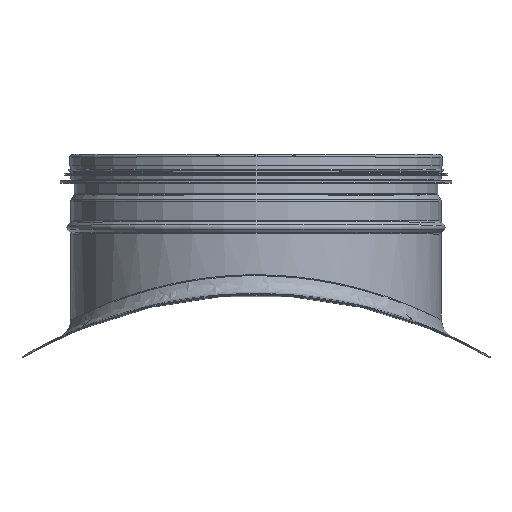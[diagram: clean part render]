
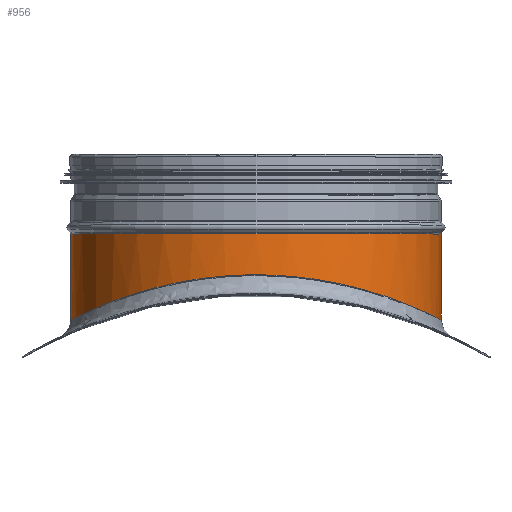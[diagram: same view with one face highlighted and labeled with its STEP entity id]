
A CAD part, top view. The second image highlights one B-rep face of the part: STEP entity #956.
In plain terms, the highlighted cylindrical face has radius 98.975 mm (diameter 197.95 mm), a full revolution.
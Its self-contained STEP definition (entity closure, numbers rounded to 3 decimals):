
#691=CARTESIAN_POINT('',(-98.975,234.821,0.));
#692=VERTEX_POINT('',#691);
#700=CARTESIAN_POINT('',(-98.976,234.82,0.));
#701=CARTESIAN_POINT('',(-98.976,234.82,-7.491));
#702=CARTESIAN_POINT('',(-97.26,235.709,-22.474));
#703=CARTESIAN_POINT('',(-87.29,240.564,-50.624));
#704=CARTESIAN_POINT('',(-68.095,248.464,-74.607));
#705=CARTESIAN_POINT('',(-47.065,253.809,-87.548));
#706=CARTESIAN_POINT('',(-28.888,257.157,-95.282));
#707=CARTESIAN_POINT('',(-7.626,259.461,-100.217));
#708=CARTESIAN_POINT('',(22.658,258.362,-97.907));
#709=CARTESIAN_POINT('',(50.526,253.381,-86.81));
#710=CARTESIAN_POINT('',(73.606,246.229,-68.309));
#711=CARTESIAN_POINT('',(90.347,239.162,-43.901));
#712=CARTESIAN_POINT('',(99.346,234.638,-15.202));
#713=CARTESIAN_POINT('',(99.348,234.634,15.202));
#714=CARTESIAN_POINT('',(91.847,238.409,39.116));
#715=CARTESIAN_POINT('',(81.977,242.696,56.104));
#716=CARTESIAN_POINT('',(69.76,247.42,71.392));
#717=CARTESIAN_POINT('',(50.528,253.382,86.81));
#718=CARTESIAN_POINT('',(24.977,257.946,96.982));
#719=CARTESIAN_POINT('',(4.995,259.005,99.257));
#720=CARTESIAN_POINT('',(-14.987,258.661,98.508));
#721=CARTESIAN_POINT('',(-37.068,256.272,93.379));
#722=CARTESIAN_POINT('',(-67.057,248.888,75.897));
#723=CARTESIAN_POINT('',(-87.29,240.565,50.628));
#724=CARTESIAN_POINT('',(-97.26,235.709,22.472));
#725=CARTESIAN_POINT('',(-98.975,234.82,7.491));
#726=CARTESIAN_POINT('',(-98.976,234.82,0.));
#727=B_SPLINE_CURVE_WITH_KNOTS('',3,(#700,#701,#702,#703,#704,#705,#706,#707,#708,#709,#710,#711,#712,#713,#714,#715,#716,#717,#718,#719,#720,#721,#722,#723,#724,#725,#726),.UNSPECIFIED.,.T.,.U.,(4,1,1,1,1,1,1,1,1,1,1,1,1,1,1,1,1,1,1,1,1,1,1,1,4),(0.0,2.157,4.313,8.626,11.022,11.502,14.377,17.252,20.128,23.003,25.879,28.754,31.63,34.505,35.943,37.38,40.256,43.131,45.288,46.007,48.882,51.757,56.071,58.227,60.384),.UNSPECIFIED.);
#728=EDGE_CURVE('',#692,#692,#727,.T.);
#937=CARTESIAN_POINT('',(0.,254.55,0.0));
#938=DIRECTION('',(0.,1.0,0.0));
#939=DIRECTION('',(-1.0,0.0,0.0));
#940=AXIS2_PLACEMENT_3D('',#937,#938,#939);
#941=CYLINDRICAL_SURFACE('',#940,98.975);
#942=CARTESIAN_POINT('',(-98.975,280.8,0.0));
#943=VERTEX_POINT('',#942);
#944=CARTESIAN_POINT('',(0.,280.8,0.0));
#945=DIRECTION('',(0.0,1.0,0.0));
#946=DIRECTION('',(-1.0,0.0,0.0));
#947=AXIS2_PLACEMENT_3D('',#944,#945,#946);
#948=CIRCLE('',#947,98.975);
#949=EDGE_CURVE('',#943,#943,#948,.T.);
#950=ORIENTED_EDGE('',*,*,#949,.F.);
#951=EDGE_LOOP('',(#950));
#952=FACE_OUTER_BOUND('',#951,.T.);
#953=ORIENTED_EDGE('',*,*,#728,.F.);
#954=EDGE_LOOP('',(#953));
#955=FACE_BOUND('',#954,.T.);
#956=ADVANCED_FACE('',(#952,#955),#941,.T.);
